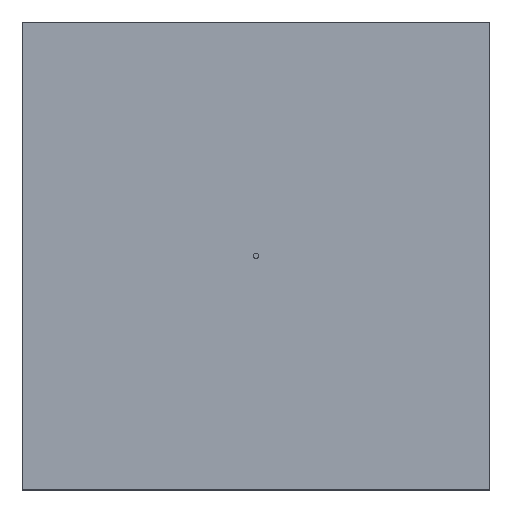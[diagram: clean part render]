
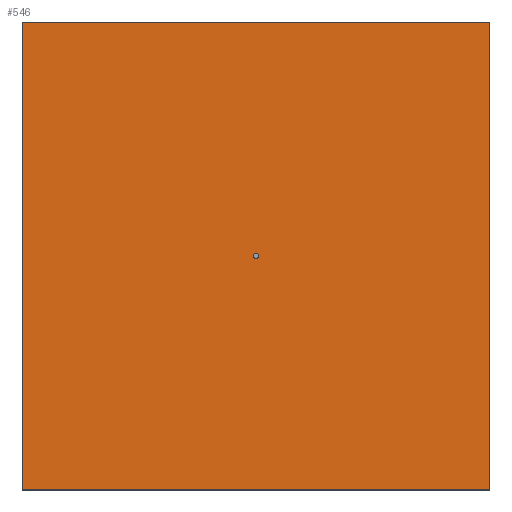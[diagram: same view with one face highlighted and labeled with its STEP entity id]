
A CAD part, top view. The second image highlights one B-rep face of the part: STEP entity #546.
In plain terms, the highlighted planar face has unit normal (0, 0, 1).
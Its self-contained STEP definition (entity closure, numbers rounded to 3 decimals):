
#102=FACE_OUTER_BOUND('',#134,.T.);
#134=EDGE_LOOP('',(#388,#389,#390,#391));
#168=LINE('',#814,#223);
#169=LINE('',#816,#224);
#170=LINE('',#818,#225);
#171=LINE('',#819,#226);
#223=VECTOR('',#646,304.8);
#224=VECTOR('',#647,304.8);
#225=VECTOR('',#648,304.8);
#226=VECTOR('',#649,304.8);
#278=VERTEX_POINT('',#812);
#279=VERTEX_POINT('',#813);
#280=VERTEX_POINT('',#815);
#281=VERTEX_POINT('',#817);
#322=EDGE_CURVE('',#278,#279,#168,.T.);
#323=EDGE_CURVE('',#279,#280,#169,.T.);
#324=EDGE_CURVE('',#280,#281,#170,.T.);
#325=EDGE_CURVE('',#281,#278,#171,.T.);
#388=ORIENTED_EDGE('',*,*,#322,.T.);
#389=ORIENTED_EDGE('',*,*,#323,.T.);
#390=ORIENTED_EDGE('',*,*,#324,.T.);
#391=ORIENTED_EDGE('',*,*,#325,.T.);
#520=PLANE('',#585);
#546=ADVANCED_FACE('',(#102),#520,.T.);
#585=AXIS2_PLACEMENT_3D('',#811,#644,#645);
#644=DIRECTION('center_axis',(0.,0.,1.));
#645=DIRECTION('ref_axis',(-1.,0.,0.));
#646=DIRECTION('',(-1.,0.,0.));
#647=DIRECTION('',(0.,-1.,0.));
#648=DIRECTION('',(1.,0.,0.));
#649=DIRECTION('',(0.,1.,0.));
#811=CARTESIAN_POINT('Origin',(-824.857,1219.2,0.));
#812=CARTESIAN_POINT('',(1219.2,1219.2,0.));
#813=CARTESIAN_POINT('',(-1219.2,1219.2,0.));
#814=CARTESIAN_POINT('',(1219.2,1219.2,0.));
#815=CARTESIAN_POINT('',(-1219.2,-1219.2,0.));
#816=CARTESIAN_POINT('',(-1219.2,1219.2,0.));
#817=CARTESIAN_POINT('',(1219.2,-1219.2,0.));
#818=CARTESIAN_POINT('',(-1219.2,-1219.2,0.));
#819=CARTESIAN_POINT('',(1219.2,-1219.2,0.));
